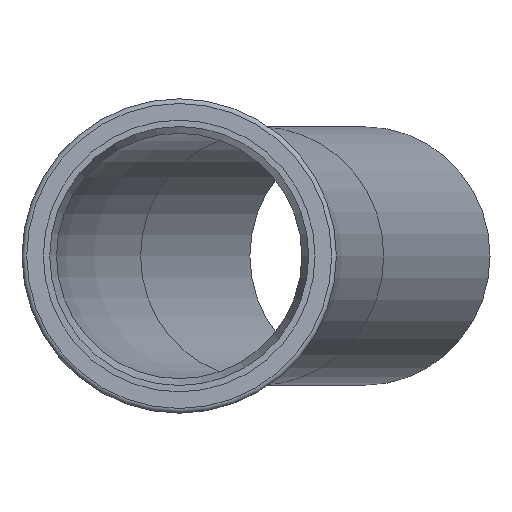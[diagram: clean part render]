
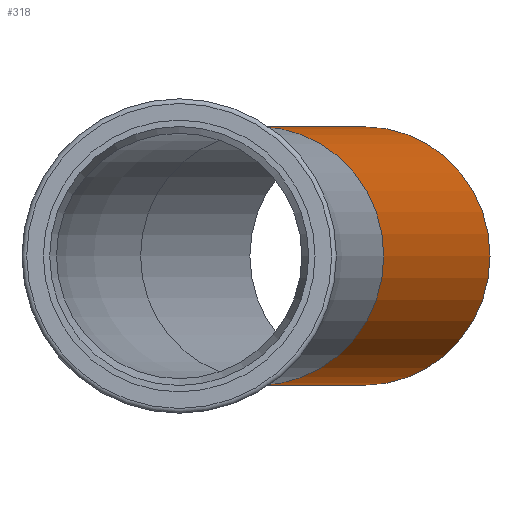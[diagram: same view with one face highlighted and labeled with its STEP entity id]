
A CAD part, left-side view. The second image highlights one B-rep face of the part: STEP entity #318.
In plain terms, the highlighted cylindrical face has radius 55 mm (diameter 110 mm), a full revolution.
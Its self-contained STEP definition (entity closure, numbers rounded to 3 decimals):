
#31=CYLINDRICAL_SURFACE('',#367,55.);
#42=FACE_OUTER_BOUND('',#65,.T.);
#65=EDGE_LOOP('',(#229,#230,#231,#232,#233,#234));
#94=LINE('',#554,#107);
#107=VECTOR('',#431,55.);
#119=CIRCLE('',#364,55.);
#121=CIRCLE('',#366,55.);
#122=CIRCLE('',#368,55.);
#123=CIRCLE('',#369,55.);
#151=VERTEX_POINT('',#545);
#152=VERTEX_POINT('',#546);
#154=VERTEX_POINT('',#553);
#155=VERTEX_POINT('',#555);
#179=EDGE_CURVE('',#151,#152,#119,.T.);
#182=EDGE_CURVE('',#152,#151,#121,.T.);
#183=EDGE_CURVE('',#151,#154,#94,.T.);
#184=EDGE_CURVE('',#154,#155,#122,.T.);
#185=EDGE_CURVE('',#155,#154,#123,.T.);
#229=ORIENTED_EDGE('',*,*,#179,.F.);
#230=ORIENTED_EDGE('',*,*,#183,.T.);
#231=ORIENTED_EDGE('',*,*,#184,.T.);
#232=ORIENTED_EDGE('',*,*,#185,.T.);
#233=ORIENTED_EDGE('',*,*,#183,.F.);
#234=ORIENTED_EDGE('',*,*,#182,.F.);
#318=ADVANCED_FACE('',(#42),#31,.T.);
#364=AXIS2_PLACEMENT_3D('',#547,#422,#423);
#366=AXIS2_PLACEMENT_3D('',#551,#427,#428);
#367=AXIS2_PLACEMENT_3D('',#552,#429,#430);
#368=AXIS2_PLACEMENT_3D('',#556,#432,#433);
#369=AXIS2_PLACEMENT_3D('',#557,#434,#435);
#422=DIRECTION('center_axis',(0.966,-0.259,0.));
#423=DIRECTION('ref_axis',(0.,0.,1.));
#427=DIRECTION('center_axis',(0.966,-0.259,0.));
#428=DIRECTION('ref_axis',(0.,0.,1.));
#429=DIRECTION('center_axis',(0.966,-0.259,0.));
#430=DIRECTION('ref_axis',(0.,0.,-1.));
#431=DIRECTION('',(-0.966,0.259,0.));
#432=DIRECTION('center_axis',(0.966,-0.259,0.));
#433=DIRECTION('ref_axis',(0.,0.,-1.));
#434=DIRECTION('center_axis',(0.966,-0.259,0.));
#435=DIRECTION('ref_axis',(0.,0.,-1.));
#545=CARTESIAN_POINT('',(457.131,-79.368,55.));
#546=CARTESIAN_POINT('',(457.131,-79.368,-55.));
#547=CARTESIAN_POINT('Origin',(457.131,-79.368,0.));
#551=CARTESIAN_POINT('Origin',(457.131,-79.368,0.));
#552=CARTESIAN_POINT('Origin',(288.094,-34.074,0.));
#553=CARTESIAN_POINT('',(288.094,-34.074,55.));
#554=CARTESIAN_POINT('',(288.094,-34.074,55.));
#555=CARTESIAN_POINT('',(273.859,-87.2,0.));
#556=CARTESIAN_POINT('Origin',(288.094,-34.074,0.));
#557=CARTESIAN_POINT('Origin',(288.094,-34.074,0.));
